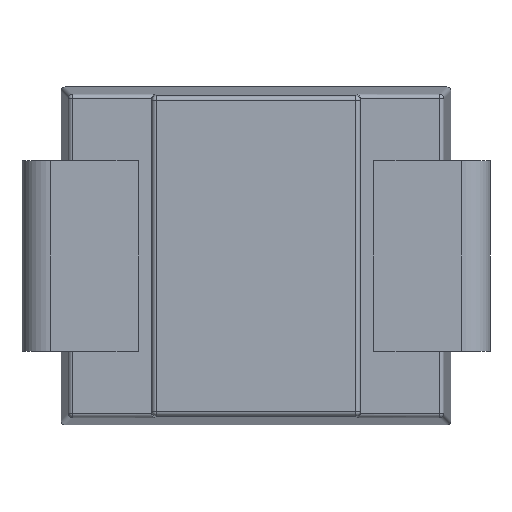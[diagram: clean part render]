
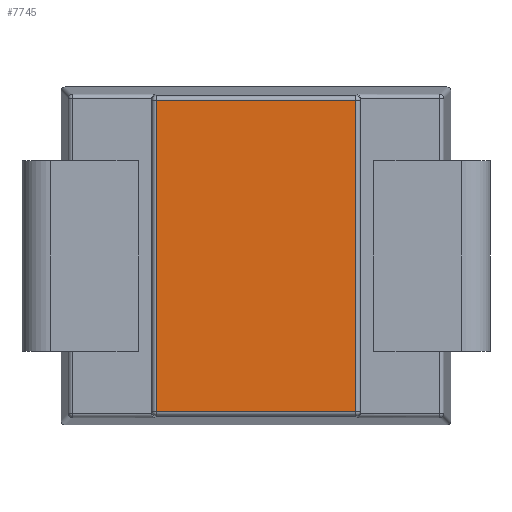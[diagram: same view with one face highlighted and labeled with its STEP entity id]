
A CAD part, front view. The second image highlights one B-rep face of the part: STEP entity #7745.
In plain terms, the highlighted planar face has unit normal (0, -1, 0).
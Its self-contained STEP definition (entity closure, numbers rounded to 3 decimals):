
#243 = ORIENTED_EDGE ( 'NONE', *, *, #12570, .T. ) ;
#853 = ORIENTED_EDGE ( 'NONE', *, *, #1507, .T. ) ;
#1053 = VERTEX_POINT ( 'NONE', #8923 ) ;
#1114 = CARTESIAN_POINT ( 'NONE',  ( 0., 0.07, 1.797 ) ) ;
#1507 = EDGE_CURVE ( 'NONE', #1053, #6992, #10311, .T. ) ;
#1647 = VECTOR ( 'NONE', #6560, 1000. ) ;
#2030 = VECTOR ( 'NONE', #3999, 1000. ) ;
#2133 = DIRECTION ( 'NONE',  ( -1., 0., 0. ) ) ;
#2591 = LINE ( 'NONE', #1114, #7618 ) ;
#2886 = AXIS2_PLACEMENT_3D ( 'NONE', #5924, #12949, #6958 ) ;
#3345 = CARTESIAN_POINT ( 'NONE',  ( 1.154, 0.07, 1.797 ) ) ;
#3530 = CARTESIAN_POINT ( 'NONE',  ( 1.154, 0.07, 1.842 ) ) ;
#3999 = DIRECTION ( 'NONE',  ( 0., 0., -1. ) ) ;
#4245 = VERTEX_POINT ( 'NONE', #3345 ) ;
#4390 = CARTESIAN_POINT ( 'NONE',  ( 1.154, 0.07, -1.797 ) ) ;
#4717 = EDGE_CURVE ( 'NONE', #5873, #1053, #5013, .T. ) ;
#4956 = CARTESIAN_POINT ( 'NONE',  ( -1.154, 0.07, 1.797 ) ) ;
#5013 = LINE ( 'NONE', #8999, #2030 ) ;
#5873 = VERTEX_POINT ( 'NONE', #4956 ) ;
#5924 = CARTESIAN_POINT ( 'NONE',  ( 0., 0.07, 0. ) ) ;
#6052 = CARTESIAN_POINT ( 'NONE',  ( 0., 0.07, -1.797 ) ) ;
#6560 = DIRECTION ( 'NONE',  ( 0., 0., 1. ) ) ;
#6958 = DIRECTION ( 'NONE',  ( 0., 0., -1. ) ) ;
#6992 = VERTEX_POINT ( 'NONE', #4390 ) ;
#7136 = EDGE_LOOP ( 'NONE', ( #8467, #853, #243, #12649 ) ) ;
#7618 = VECTOR ( 'NONE', #2133, 1000. ) ;
#7745 = ADVANCED_FACE ( 'NONE', ( #9833 ), #7919, .T. ) ;
#7919 = PLANE ( 'NONE',  #2886 ) ;
#8467 = ORIENTED_EDGE ( 'NONE', *, *, #4717, .T. ) ;
#8923 = CARTESIAN_POINT ( 'NONE',  ( -1.154, 0.07, -1.797 ) ) ;
#8999 = CARTESIAN_POINT ( 'NONE',  ( -1.154, 0.07, -1.842 ) ) ;
#9397 = EDGE_CURVE ( 'NONE', #4245, #5873, #2591, .T. ) ;
#9833 = FACE_OUTER_BOUND ( 'NONE', #7136, .T. ) ;
#9992 = VECTOR ( 'NONE', #12062, 1000. ) ;
#10311 = LINE ( 'NONE', #6052, #9992 ) ;
#12062 = DIRECTION ( 'NONE',  ( 1., 0., 0. ) ) ;
#12359 = LINE ( 'NONE', #3530, #1647 ) ;
#12570 = EDGE_CURVE ( 'NONE', #6992, #4245, #12359, .T. ) ;
#12649 = ORIENTED_EDGE ( 'NONE', *, *, #9397, .T. ) ;
#12949 = DIRECTION ( 'NONE',  ( 0., -1., 0. ) ) ;
